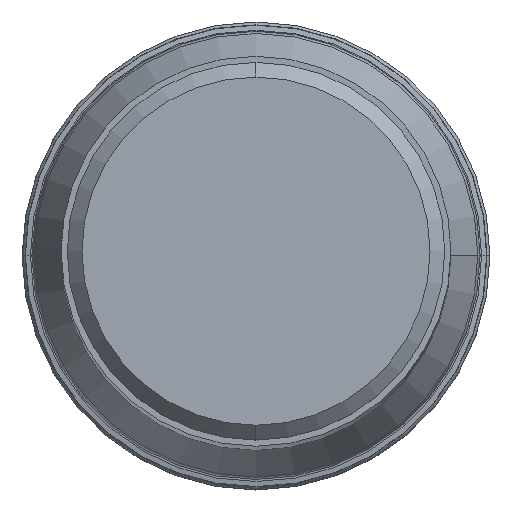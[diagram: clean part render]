
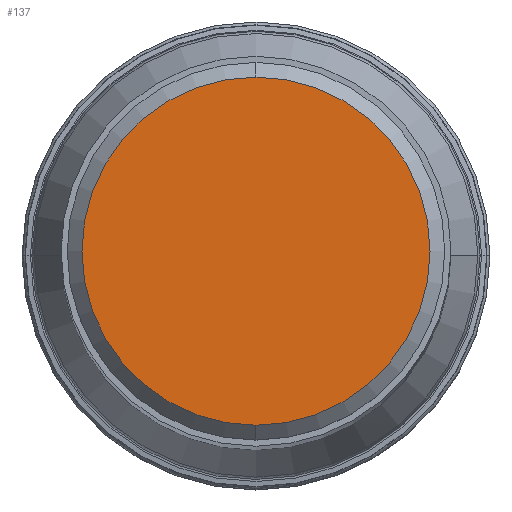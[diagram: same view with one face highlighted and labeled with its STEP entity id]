
A CAD part, top view. The second image highlights one B-rep face of the part: STEP entity #137.
In plain terms, the highlighted planar face has unit normal (0, 0, 1).
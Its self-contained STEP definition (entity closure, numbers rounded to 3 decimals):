
#29=PLANE('',#1231);
#137=ADVANCED_FACE('',(#228),#29,.F.);
#228=FACE_OUTER_BOUND('',#288,.T.);
#288=EDGE_LOOP('',(#516,#517));
#516=ORIENTED_EDGE('',*,*,#771,.F.);
#517=ORIENTED_EDGE('',*,*,#772,.F.);
#642=VERTEX_POINT('',#2949);
#643=VERTEX_POINT('',#2951);
#771=EDGE_CURVE('',#643,#642,#925,.T.);
#772=EDGE_CURVE('',#642,#643,#926,.T.);
#925=CIRCLE('',#1228,14.175);
#926=CIRCLE('',#1230,14.175);
#1228=AXIS2_PLACEMENT_3D('',#2952,#1538,#1539);
#1230=AXIS2_PLACEMENT_3D('',#2954,#1542,#1543);
#1231=AXIS2_PLACEMENT_3D('',#2955,#1544,#1545);
#1538=DIRECTION('',(0.,0.,-1.));
#1539=DIRECTION('',(0.,-1.,0.));
#1542=DIRECTION('',(0.,0.,-1.));
#1543=DIRECTION('',(0.,1.,0.));
#1544=DIRECTION('',(0.,0.,-1.));
#1545=DIRECTION('',(-1.,0.,0.));
#2949=CARTESIAN_POINT('',(0.,14.175,0.));
#2951=CARTESIAN_POINT('',(0.,-14.175,0.));
#2952=CARTESIAN_POINT('',(0.,0.,0.));
#2954=CARTESIAN_POINT('',(0.,0.,0.));
#2955=CARTESIAN_POINT('',(0.,0.,0.));
